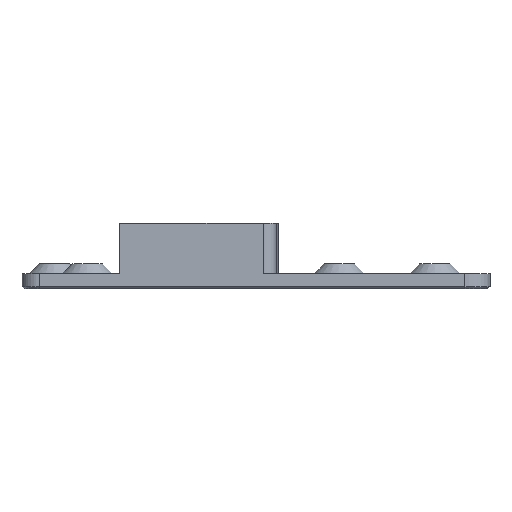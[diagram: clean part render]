
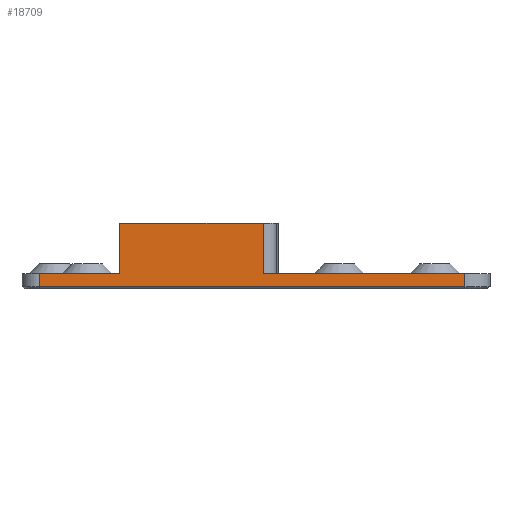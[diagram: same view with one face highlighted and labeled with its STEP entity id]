
A CAD part, left-side view. The second image highlights one B-rep face of the part: STEP entity #18709.
In plain terms, the highlighted planar face has unit normal (-1, 0, 0).
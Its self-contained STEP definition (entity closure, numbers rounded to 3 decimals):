
#307=LINE('',#25999,#2862);
#399=LINE('',#27062,#2954);
#410=LINE('',#27092,#2965);
#650=LINE('',#27712,#3205);
#1431=LINE('',#29407,#3986);
#1434=LINE('',#29412,#3989);
#1435=LINE('',#29414,#3990);
#1436=LINE('',#29415,#3991);
#2862=VECTOR('',#20891,10.);
#2954=VECTOR('',#21029,10.);
#2965=VECTOR('',#21062,10.);
#3205=VECTOR('',#21420,10.);
#3986=VECTOR('',#22363,10.);
#3989=VECTOR('',#22370,10.);
#3990=VECTOR('',#22373,10.);
#3991=VECTOR('',#22374,10.);
#5541=FACE_OUTER_BOUND('',#6795,.T.);
#6795=EDGE_LOOP('',(#13733,#13734,#13735,#13736,#13737,#13738,#13739,#13740));
#7893=VERTEX_POINT('',#25996);
#7894=VERTEX_POINT('',#25998);
#8010=VERTEX_POINT('',#27060);
#8018=VERTEX_POINT('',#27090);
#8232=VERTEX_POINT('',#27709);
#8233=VERTEX_POINT('',#27711);
#9031=VERTEX_POINT('',#29379);
#9037=VERTEX_POINT('',#29403);
#9533=EDGE_CURVE('',#7894,#7893,#307,.F.);
#9663=EDGE_CURVE('',#7893,#8010,#399,.T.);
#9678=EDGE_CURVE('',#8010,#8018,#410,.F.);
#9944=EDGE_CURVE('',#8233,#8232,#650,.F.);
#10780=EDGE_CURVE('',#9031,#9037,#1431,.T.);
#10783=EDGE_CURVE('',#9037,#8018,#1434,.T.);
#10784=EDGE_CURVE('',#8233,#9031,#1435,.T.);
#10785=EDGE_CURVE('',#7894,#8232,#1436,.T.);
#13733=ORIENTED_EDGE('',*,*,#10780,.F.);
#13734=ORIENTED_EDGE('',*,*,#10784,.F.);
#13735=ORIENTED_EDGE('',*,*,#9944,.T.);
#13736=ORIENTED_EDGE('',*,*,#10785,.F.);
#13737=ORIENTED_EDGE('',*,*,#9533,.T.);
#13738=ORIENTED_EDGE('',*,*,#9663,.T.);
#13739=ORIENTED_EDGE('',*,*,#9678,.T.);
#13740=ORIENTED_EDGE('',*,*,#10783,.F.);
#17656=PLANE('',#19876);
#18709=ADVANCED_FACE('',(#5541),#17656,.T.);
#19876=AXIS2_PLACEMENT_3D('',#29413,#22371,#22372);
#20891=DIRECTION('',(0.,-1.,0.));
#21029=DIRECTION('',(0.,0.,-1.));
#21062=DIRECTION('',(0.,-1.,0.));
#21420=DIRECTION('',(0.,-1.,0.));
#22363=DIRECTION('',(0.,1.,0.));
#22370=DIRECTION('',(0.,0.,1.));
#22371=DIRECTION('center_axis',(-1.,0.,0.));
#22372=DIRECTION('ref_axis',(0.,1.,0.));
#22373=DIRECTION('',(0.,0.,-1.));
#22374=DIRECTION('',(0.,0.,-1.));
#25996=CARTESIAN_POINT('',(-72.138,29.939,37.));
#25998=CARTESIAN_POINT('',(-72.138,1.339,37.));
#25999=CARTESIAN_POINT('',(-72.138,7.739,37.));
#27060=CARTESIAN_POINT('',(-72.138,29.939,27.));
#27062=CARTESIAN_POINT('',(-72.138,29.939,37.));
#27090=CARTESIAN_POINT('',(-72.138,46.011,27.));
#27092=CARTESIAN_POINT('',(-72.138,2.043,27.));
#27709=CARTESIAN_POINT('',(-72.138,1.339,27.));
#27711=CARTESIAN_POINT('',(-72.138,-39.018,27.));
#27712=CARTESIAN_POINT('',(-72.138,2.043,27.));
#29379=CARTESIAN_POINT('',(-72.138,-39.018,24.4));
#29403=CARTESIAN_POINT('',(-72.138,46.011,24.4));
#29407=CARTESIAN_POINT('',(-72.138,2.043,24.4));
#29412=CARTESIAN_POINT('',(-72.138,46.011,32.));
#29413=CARTESIAN_POINT('Origin',(-72.138,1.339,37.));
#29414=CARTESIAN_POINT('',(-72.138,-39.018,32.));
#29415=CARTESIAN_POINT('',(-72.138,1.339,37.));
